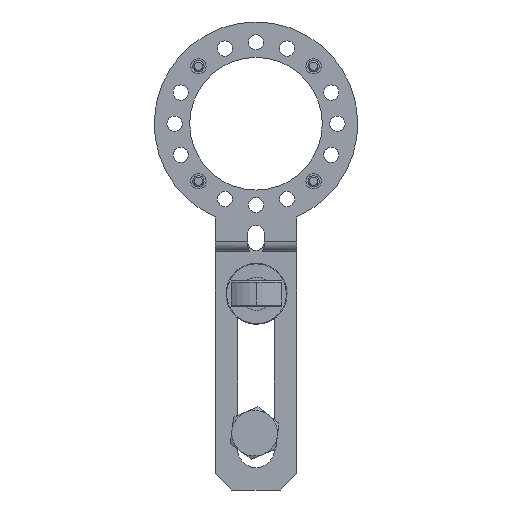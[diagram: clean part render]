
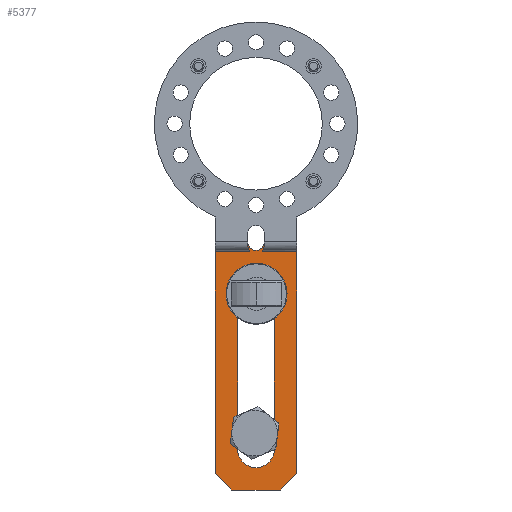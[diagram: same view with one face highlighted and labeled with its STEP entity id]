
A CAD part, front view. The second image highlights one B-rep face of the part: STEP entity #5377.
In plain terms, the highlighted planar face has unit normal (0, -1, 0).
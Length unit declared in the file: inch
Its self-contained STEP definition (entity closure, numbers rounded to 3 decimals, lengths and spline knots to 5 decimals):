
#71 = LINE ( 'NONE', #2291, #2796 ) ;
#156 = DIRECTION ( 'NONE',  ( 0., 0., 1. ) ) ;
#277 = CARTESIAN_POINT ( 'NONE',  ( 0.1, 0.76, -0.01429 ) ) ;
#806 = CARTESIAN_POINT ( 'NONE',  ( -0.225, 0.76, -0.00794 ) ) ;
#952 = CARTESIAN_POINT ( 'NONE',  ( 0.225, 0.76, -0.00794 ) ) ;
#968 = CARTESIAN_POINT ( 'NONE',  ( 0.3, 0.76, -3.05 ) ) ;
#1115 = EDGE_CURVE ( 'NONE', #3265, #13517, #10575, .T. ) ;
#1199 = ORIENTED_EDGE ( 'NONE', *, *, #5812, .F. ) ;
#1241 = ORIENTED_EDGE ( 'NONE', *, *, #3484, .T. ) ;
#1504 = DIRECTION ( 'NONE',  ( 0., 1., 0. ) ) ;
#1710 = CARTESIAN_POINT ( 'NONE',  ( -0.0998, 0.76, -0.01429 ) ) ;
#1856 = VERTEX_POINT ( 'NONE', #5538 ) ;
#2032 = LINE ( 'NONE', #1710, #8172 ) ;
#2057 = EDGE_LOOP ( 'NONE', ( #9408, #9656, #5867, #13820, #11979 ) ) ;
#2073 = EDGE_CURVE ( 'NONE', #6568, #13704, #3126, .T. ) ;
#2268 = CARTESIAN_POINT ( 'NONE',  ( 0.1, 0.76, -0.01429 ) ) ;
#2291 = CARTESIAN_POINT ( 'NONE',  ( 0.5, 0.76, -3.05 ) ) ;
#2523 = CIRCLE ( 'NONE', #3181, 0.225 ) ;
#2679 = CARTESIAN_POINT ( 'NONE',  ( 0.1, 0.76, 0. ) ) ;
#2723 = VECTOR ( 'NONE', #4096, 39.37008 ) ;
#2796 = VECTOR ( 'NONE', #7895, 39.37008 ) ;
#2871 = EDGE_CURVE ( 'NONE', #7123, #14156, #8919, .T. ) ;
#3015 = DIRECTION ( 'NONE',  ( 0., -1., 0. ) ) ;
#3092 = VECTOR ( 'NONE', #7479, 39.37008 ) ;
#3096 = CARTESIAN_POINT ( 'NONE',  ( 0., 0.76, -0.375 ) ) ;
#3126 = LINE ( 'NONE', #806, #5845 ) ;
#3147 = VERTEX_POINT ( 'NONE', #6834 ) ;
#3181 = AXIS2_PLACEMENT_3D ( 'NONE', #6670, #14765, #7800 ) ;
#3265 = VERTEX_POINT ( 'NONE', #10961 ) ;
#3285 = LINE ( 'NONE', #3548, #11797 ) ;
#3287 = LINE ( 'NONE', #5310, #9435 ) ;
#3443 = CARTESIAN_POINT ( 'NONE',  ( 0., 0.76, -0.10794 ) ) ;
#3484 = EDGE_CURVE ( 'NONE', #3147, #8851, #8776, .T. ) ;
#3548 = CARTESIAN_POINT ( 'NONE',  ( -0.5, 0.76, -0.05 ) ) ;
#3660 = LINE ( 'NONE', #952, #12183 ) ;
#3678 = CARTESIAN_POINT ( 'NONE',  ( 0.5, 0.76, -0.05 ) ) ;
#3717 = VERTEX_POINT ( 'NONE', #968 ) ;
#3754 = EDGE_CURVE ( 'NONE', #9256, #9817, #71, .T. ) ;
#3980 = VERTEX_POINT ( 'NONE', #5456 ) ;
#4039 = ORIENTED_EDGE ( 'NONE', *, *, #6302, .T. ) ;
#4096 = DIRECTION ( 'NONE',  ( 0., 0., 1. ) ) ;
#4205 = ORIENTED_EDGE ( 'NONE', *, *, #12504, .T. ) ;
#4220 = LINE ( 'NONE', #2679, #6590 ) ;
#4231 = CARTESIAN_POINT ( 'NONE',  ( -0.5, 0.76, 0. ) ) ;
#4241 = CARTESIAN_POINT ( 'NONE',  ( -0.225, 0.76, -2.55 ) ) ;
#4336 = DIRECTION ( 'NONE',  ( 0.707, 0., 0.707 ) ) ;
#4714 = DIRECTION ( 'NONE',  ( -1., 0., 0. ) ) ;
#4747 = EDGE_CURVE ( 'NONE', #8150, #7123, #4220, .T. ) ;
#4790 = AXIS2_PLACEMENT_3D ( 'NONE', #14651, #15036, #10361 ) ;
#4890 = VECTOR ( 'NONE', #14116, 39.37008 ) ;
#5013 = EDGE_CURVE ( 'NONE', #7856, #1856, #3660, .T. ) ;
#5310 = CARTESIAN_POINT ( 'NONE',  ( 0.1, 0.76, -0.05 ) ) ;
#5377 = ADVANCED_FACE ( 'NONE', ( #8528, #14323 ), #5573, .F. ) ;
#5456 = CARTESIAN_POINT ( 'NONE',  ( -0.3, 0.76, -3.05 ) ) ;
#5517 = AXIS2_PLACEMENT_3D ( 'NONE', #7683, #8446, #7223 ) ;
#5530 = ORIENTED_EDGE ( 'NONE', *, *, #12613, .F. ) ;
#5538 = CARTESIAN_POINT ( 'NONE',  ( 0.225, 0.76, -2.55 ) ) ;
#5573 = PLANE ( 'NONE',  #4790 ) ;
#5812 = EDGE_CURVE ( 'NONE', #7695, #12623, #5825, .T. ) ;
#5825 = LINE ( 'NONE', #4231, #2723 ) ;
#5845 = VECTOR ( 'NONE', #7127, 39.37008 ) ;
#5867 = ORIENTED_EDGE ( 'NONE', *, *, #8072, .T. ) ;
#5879 = AXIS2_PLACEMENT_3D ( 'NONE', #14036, #7102, #156 ) ;
#6302 = EDGE_CURVE ( 'NONE', #7695, #3980, #8875, .T. ) ;
#6343 = CARTESIAN_POINT ( 'NONE',  ( -0.1, 0.76, -0.015 ) ) ;
#6526 = CIRCLE ( 'NONE', #12786, 0.1 ) ;
#6568 = VERTEX_POINT ( 'NONE', #4241 ) ;
#6590 = VECTOR ( 'NONE', #6995, 39.37008 ) ;
#6670 = CARTESIAN_POINT ( 'NONE',  ( 0., 0.76, -0.6 ) ) ;
#6834 = CARTESIAN_POINT ( 'NONE',  ( -0.1, 0.76, -0.01429 ) ) ;
#6995 = DIRECTION ( 'NONE',  ( 0., 0., 1. ) ) ;
#7013 = EDGE_CURVE ( 'NONE', #1856, #6568, #14480, .T. ) ;
#7102 = DIRECTION ( 'NONE',  ( 0., 1., 0. ) ) ;
#7117 = CARTESIAN_POINT ( 'NONE',  ( -0.5, 0.76, -2.85 ) ) ;
#7123 = VERTEX_POINT ( 'NONE', #277 ) ;
#7127 = DIRECTION ( 'NONE',  ( 0., 0., 1. ) ) ;
#7131 = ORIENTED_EDGE ( 'NONE', *, *, #4747, .T. ) ;
#7223 = DIRECTION ( 'NONE',  ( 0., 0., 1. ) ) ;
#7432 = LINE ( 'NONE', #11285, #9449 ) ;
#7466 = DIRECTION ( 'NONE',  ( -1., 0., 0. ) ) ;
#7479 = DIRECTION ( 'NONE',  ( 0.707, 0., -0.707 ) ) ;
#7683 = CARTESIAN_POINT ( 'NONE',  ( 0., 0.76, -0.00794 ) ) ;
#7695 = VERTEX_POINT ( 'NONE', #7117 ) ;
#7791 = ORIENTED_EDGE ( 'NONE', *, *, #14858, .T. ) ;
#7800 = DIRECTION ( 'NONE',  ( 0., 0., 1. ) ) ;
#7856 = VERTEX_POINT ( 'NONE', #13152 ) ;
#7895 = DIRECTION ( 'NONE',  ( 0., 0., -1. ) ) ;
#8014 = DIRECTION ( 'NONE',  ( -1., 0., 0. ) ) ;
#8072 = EDGE_CURVE ( 'NONE', #8903, #7856, #2523, .T. ) ;
#8104 = DIRECTION ( 'NONE',  ( 0., 0., -1. ) ) ;
#8150 = VERTEX_POINT ( 'NONE', #9141 ) ;
#8172 = VECTOR ( 'NONE', #7466, 39.37008 ) ;
#8398 = CARTESIAN_POINT ( 'NONE',  ( -0.5, 0.76, -0.05 ) ) ;
#8446 = DIRECTION ( 'NONE',  ( 0., -1., 0. ) ) ;
#8528 = FACE_BOUND ( 'NONE', #2057, .T. ) ;
#8594 = ORIENTED_EDGE ( 'NONE', *, *, #3754, .F. ) ;
#8776 = LINE ( 'NONE', #6343, #11869 ) ;
#8851 = VERTEX_POINT ( 'NONE', #9956 ) ;
#8875 = LINE ( 'NONE', #9867, #3092 ) ;
#8903 = VERTEX_POINT ( 'NONE', #3096 ) ;
#8919 = LINE ( 'NONE', #2268, #11649 ) ;
#9063 = DIRECTION ( 'NONE',  ( 0., 0., -1. ) ) ;
#9141 = CARTESIAN_POINT ( 'NONE',  ( 0.1, 0.76, -0.05 ) ) ;
#9256 = VERTEX_POINT ( 'NONE', #3678 ) ;
#9408 = ORIENTED_EDGE ( 'NONE', *, *, #2073, .T. ) ;
#9435 = VECTOR ( 'NONE', #11056, 39.37008 ) ;
#9449 = VECTOR ( 'NONE', #4336, 39.37008 ) ;
#9656 = ORIENTED_EDGE ( 'NONE', *, *, #10248, .T. ) ;
#9810 = CARTESIAN_POINT ( 'NONE',  ( 0.0998, 0.76, -0.01429 ) ) ;
#9817 = VERTEX_POINT ( 'NONE', #14046 ) ;
#9867 = CARTESIAN_POINT ( 'NONE',  ( -0.5, 0.76, -2.85 ) ) ;
#9927 = CARTESIAN_POINT ( 'NONE',  ( 0., 0.76, -0.00794 ) ) ;
#9956 = CARTESIAN_POINT ( 'NONE',  ( -0.1, 0.76, -0.05 ) ) ;
#10041 = AXIS2_PLACEMENT_3D ( 'NONE', #14210, #1504, #10811 ) ;
#10248 = EDGE_CURVE ( 'NONE', #13704, #8903, #13678, .T. ) ;
#10271 = EDGE_LOOP ( 'NONE', ( #7131, #10318, #13132, #14305, #13973, #1241, #4205, #1199, #4039, #5530, #12751, #8594, #7791 ) ) ;
#10318 = ORIENTED_EDGE ( 'NONE', *, *, #2871, .T. ) ;
#10361 = DIRECTION ( 'NONE',  ( 0., 0., 1. ) ) ;
#10575 = CIRCLE ( 'NONE', #5517, 0.1 ) ;
#10692 = LINE ( 'NONE', #11862, #4890 ) ;
#10811 = DIRECTION ( 'NONE',  ( 0., 0., 1. ) ) ;
#10961 = CARTESIAN_POINT ( 'NONE',  ( -0.0998, 0.76, -0.01429 ) ) ;
#10979 = EDGE_CURVE ( 'NONE', #3265, #3147, #2032, .T. ) ;
#11056 = DIRECTION ( 'NONE',  ( -1., 0., 0. ) ) ;
#11097 = DIRECTION ( 'NONE',  ( 0., 0., 1. ) ) ;
#11161 = EDGE_CURVE ( 'NONE', #3717, #9817, #7432, .T. ) ;
#11285 = CARTESIAN_POINT ( 'NONE',  ( 0.3, 0.76, -3.05 ) ) ;
#11649 = VECTOR ( 'NONE', #8014, 39.37008 ) ;
#11797 = VECTOR ( 'NONE', #4714, 39.37008 ) ;
#11862 = CARTESIAN_POINT ( 'NONE',  ( -0.5, 0.76, -3.05 ) ) ;
#11869 = VECTOR ( 'NONE', #9063, 39.37008 ) ;
#11979 = ORIENTED_EDGE ( 'NONE', *, *, #7013, .T. ) ;
#12183 = VECTOR ( 'NONE', #8104, 39.37008 ) ;
#12504 = EDGE_CURVE ( 'NONE', #8851, #12623, #3285, .T. ) ;
#12613 = EDGE_CURVE ( 'NONE', #3717, #3980, #10692, .T. ) ;
#12623 = VERTEX_POINT ( 'NONE', #8398 ) ;
#12751 = ORIENTED_EDGE ( 'NONE', *, *, #11161, .T. ) ;
#12786 = AXIS2_PLACEMENT_3D ( 'NONE', #9927, #3015, #11097 ) ;
#13132 = ORIENTED_EDGE ( 'NONE', *, *, #13221, .F. ) ;
#13152 = CARTESIAN_POINT ( 'NONE',  ( 0.225, 0.76, -0.6 ) ) ;
#13221 = EDGE_CURVE ( 'NONE', #13517, #14156, #6526, .T. ) ;
#13517 = VERTEX_POINT ( 'NONE', #3443 ) ;
#13678 = CIRCLE ( 'NONE', #5879, 0.225 ) ;
#13704 = VERTEX_POINT ( 'NONE', #14173 ) ;
#13820 = ORIENTED_EDGE ( 'NONE', *, *, #5013, .T. ) ;
#13973 = ORIENTED_EDGE ( 'NONE', *, *, #10979, .T. ) ;
#14036 = CARTESIAN_POINT ( 'NONE',  ( 0., 0.76, -0.6 ) ) ;
#14046 = CARTESIAN_POINT ( 'NONE',  ( 0.5, 0.76, -2.85 ) ) ;
#14116 = DIRECTION ( 'NONE',  ( -1., 0., 0. ) ) ;
#14156 = VERTEX_POINT ( 'NONE', #9810 ) ;
#14173 = CARTESIAN_POINT ( 'NONE',  ( -0.225, 0.76, -0.6 ) ) ;
#14210 = CARTESIAN_POINT ( 'NONE',  ( 0., 0.76, -2.55 ) ) ;
#14305 = ORIENTED_EDGE ( 'NONE', *, *, #1115, .F. ) ;
#14323 = FACE_OUTER_BOUND ( 'NONE', #10271, .T. ) ;
#14480 = CIRCLE ( 'NONE', #10041, 0.225 ) ;
#14651 = CARTESIAN_POINT ( 'NONE',  ( 0., 0.76, -0.00794 ) ) ;
#14765 = DIRECTION ( 'NONE',  ( 0., 1., 0. ) ) ;
#14858 = EDGE_CURVE ( 'NONE', #9256, #8150, #3287, .T. ) ;
#15036 = DIRECTION ( 'NONE',  ( 0., 1., 0. ) ) ;
